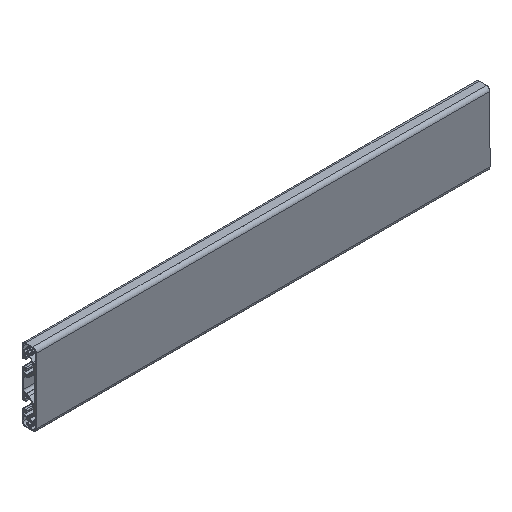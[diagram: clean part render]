
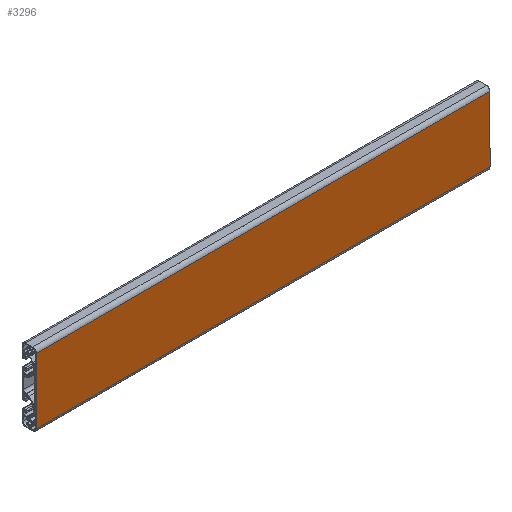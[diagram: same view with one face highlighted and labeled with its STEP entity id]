
A CAD part, isometric view. The second image highlights one B-rep face of the part: STEP entity #3296.
In plain terms, the highlighted planar face has unit normal (0, -1, 0).
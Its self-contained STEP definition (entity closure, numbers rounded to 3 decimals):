
#85 = LINE ( 'NONE', #2982, #1732 ) ;
#319 = EDGE_CURVE ( 'NONE', #2045, #4703, #4076, .T. ) ;
#563 = EDGE_CURVE ( 'NONE', #4703, #3897, #85, .T. ) ;
#1361 = ORIENTED_EDGE ( 'NONE', *, *, #563, .T. ) ;
#1506 = VECTOR ( 'NONE', #5196, 1000. ) ;
#1591 = CARTESIAN_POINT ( 'NONE',  ( 2000., -8., 3936. ) ) ;
#1592 = DIRECTION ( 'NONE',  ( 1., 0., 0. ) ) ;
#1732 = VECTOR ( 'NONE', #4705, 1000. ) ;
#2045 = VERTEX_POINT ( 'NONE', #2343 ) ;
#2343 = CARTESIAN_POINT ( 'NONE',  ( 1500., -8., 3864. ) ) ;
#2403 = VERTEX_POINT ( 'NONE', #2944 ) ;
#2584 = AXIS2_PLACEMENT_3D ( 'NONE', #4782, #4299, #3081 ) ;
#2594 = VECTOR ( 'NONE', #1592, 1000. ) ;
#2610 = CARTESIAN_POINT ( 'NONE',  ( 1500., -8., 3864. ) ) ;
#2692 = DIRECTION ( 'NONE',  ( 0., 0., 1. ) ) ;
#2716 = LINE ( 'NONE', #5145, #1506 ) ;
#2849 = EDGE_CURVE ( 'NONE', #2403, #3897, #2716, .T. ) ;
#2944 = CARTESIAN_POINT ( 'NONE',  ( 1500., -8., 3936. ) ) ;
#2982 = CARTESIAN_POINT ( 'NONE',  ( 2000., -8., 3864. ) ) ;
#3081 = DIRECTION ( 'NONE',  ( 0., 0., 1. ) ) ;
#3296 = ADVANCED_FACE ( 'NONE', ( #4374 ), #3510, .F. ) ;
#3330 = EDGE_LOOP ( 'NONE', ( #1361, #4856, #4551, #5313 ) ) ;
#3510 = PLANE ( 'NONE',  #2584 ) ;
#3632 = CARTESIAN_POINT ( 'NONE',  ( 1500., -8., 3864. ) ) ;
#3766 = CARTESIAN_POINT ( 'NONE',  ( 2000., -8., 3864. ) ) ;
#3897 = VERTEX_POINT ( 'NONE', #1591 ) ;
#3914 = LINE ( 'NONE', #2610, #4021 ) ;
#4016 = EDGE_CURVE ( 'NONE', #2045, #2403, #3914, .T. ) ;
#4021 = VECTOR ( 'NONE', #2692, 1000. ) ;
#4076 = LINE ( 'NONE', #3632, #2594 ) ;
#4299 = DIRECTION ( 'NONE',  ( 0., 1., 0. ) ) ;
#4374 = FACE_OUTER_BOUND ( 'NONE', #3330, .T. ) ;
#4551 = ORIENTED_EDGE ( 'NONE', *, *, #4016, .F. ) ;
#4703 = VERTEX_POINT ( 'NONE', #3766 ) ;
#4705 = DIRECTION ( 'NONE',  ( 0., 0., 1. ) ) ;
#4782 = CARTESIAN_POINT ( 'NONE',  ( 1500., -8., 3864. ) ) ;
#4856 = ORIENTED_EDGE ( 'NONE', *, *, #2849, .F. ) ;
#5145 = CARTESIAN_POINT ( 'NONE',  ( 1500., -8., 3936. ) ) ;
#5196 = DIRECTION ( 'NONE',  ( 1., 0., 0. ) ) ;
#5313 = ORIENTED_EDGE ( 'NONE', *, *, #319, .T. ) ;
